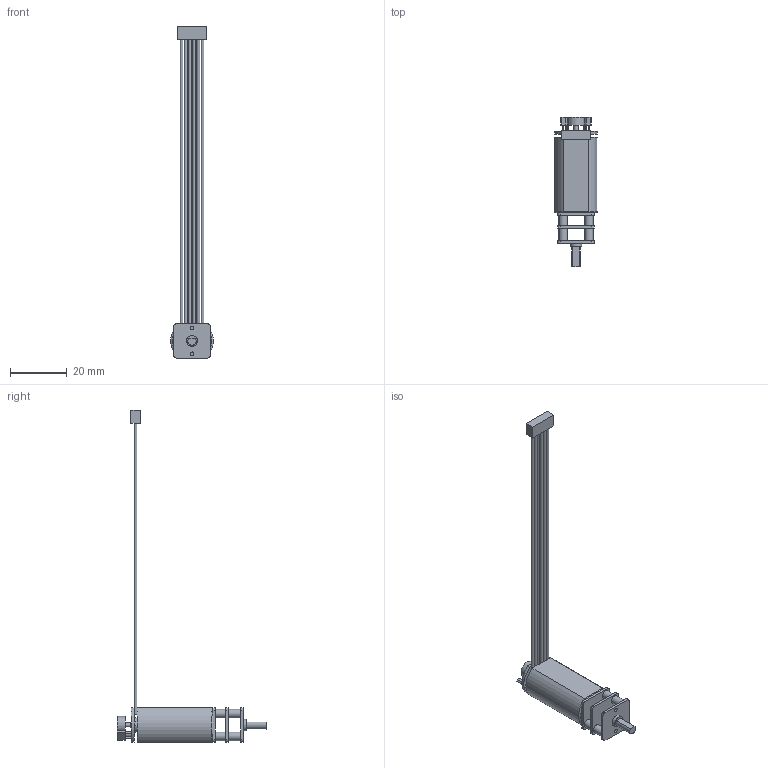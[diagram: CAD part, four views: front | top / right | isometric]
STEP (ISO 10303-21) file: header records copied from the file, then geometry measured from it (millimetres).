
FILE_DESCRIPTION( ( 'Unknown' ), '1' );
FILE_NAME( 'SDS1327-FE.stp', 'Unknown', ( 'Unknown' ), ( 'Unknown' ), 'PSStep 17.0.49', 'Unknown', ' ' );
FILE_SCHEMA( ( 'AUTOMOTIVE_DESIGN { 1 0 10303 214 1 1 1 1 }' ) );
Length unit declared in the file: millimetre
Products named in the file (2): 1; 2
Bounding box: 14.95 x 52.55 x 116.7 mm (x, y, z)
Volume: 5662.7 mm3; surface area: 5105.7 mm2
Topology: 2 solids, 2 shells, 127 faces, 309 edges, 209 vertices
Faces by surface type: plane 82, cylinder 43, torus 2
Full cylindrical faces by diameter (mm): 0.5 x6, 0.98 x6, 1.221 x2, 1.45 x1, 3 x4, 4 x1, 5 x1, 6 x1
Entity records: 4570 total; most frequent: DIRECTION 612, CARTESIAN_POINT 611, ORIENTED_EDGE 540, EDGE_CURVE 270, AXIS2_PLACEMENT_3D 217, VERTEX_POINT 192, EDGE_LOOP 190, LINE 178
